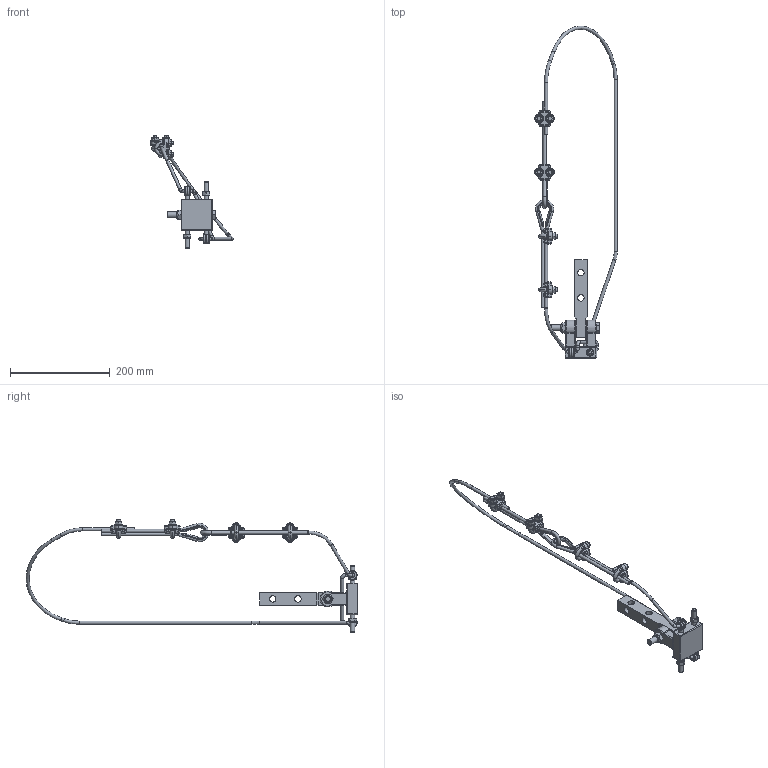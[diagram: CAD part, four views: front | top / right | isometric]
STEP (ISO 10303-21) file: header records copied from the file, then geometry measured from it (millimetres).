
FILE_DESCRIPTION((''),'2;1');
FILE_NAME('25286 ETA-4-5 BLOCK HANGER.stp','2011-03-28T08:43:00',('jholman'),(''),'Autodesk Inventor 2011','Autodesk Inventor 2011','');
FILE_SCHEMA(('AUTOMOTIVE_DESIGN { 1 0 10303 214 1 1 1 1 }'));
Length unit declared in the file: inch
Products named in the file (15): 25286; 3D11K4B4C; Hex Cap Screw - Metric M12 x 90; Prevailing Torque Type Hex Nut - Steel Metric Property Class 5 and 10 - Metric M12 x 1.75 Metal Type; 3D11CJB4B; Hex Nut - UNC (Regular Thread - Inch) 3/8 - 16; 3D114FD4B; 3D11XBF4C; 3D11YBF4A; 3D111CF4B; 3D112CF4A; 3D11W3B4B; 3D11J9B4A; Hex Nut - Inch 5/16 - 18; 3D11WBF4C
Assembly tree (22 placements, depth 4):
  25286
    3D11K4B4C
    Hex Cap Screw - Metric M12 x 90
    Prevailing Torque Type Hex Nut - Steel Metric Property Class 5 and 10 - Metric M12 x 1.75 Metal Type
    3D11CJB4B
    Hex Nut - UNC (Regular Thread - Inch) 3/8 - 16  x2
    3D114FD4B  x2
    3D11XBF4C
      3D11YBF4A  x2
      3D111CF4B  x2
      3D112CF4A  x4
        3D11W3B4B
        3D11J9B4A
        Hex Nut - Inch 5/16 - 18
    3D11WBF4C
Bounding box: 165.74 x 666.78 x 225.48 mm (x, y, z)
Volume: 379735.6 mm3; surface area: 144023.4 mm2
Topology: 29 solids, 29 shells, 1315 faces, 3164 edges, 1833 vertices
Faces by surface type: cylinder 475, plane 318, cone 162, torus 160, bspline 112, sphere 88
Full cylindrical faces by diameter (mm): 6.35 x22, 6.401 x8, 7.798 x2, 9.525 x4, 10.106 x1, 10.319 x2, 12 x1, 13 x9, 13.494 x2, 15.3 x1, 16.6 x1
Entity records: 17627 total; most frequent: CARTESIAN_POINT 6108, DIRECTION 2438, ORIENTED_EDGE 2164, EDGE_CURVE 1082, AXIS2_PLACEMENT_3D 1049, VERTEX_POINT 665, EDGE_LOOP 605, FACE_OUTER_BOUND 506
